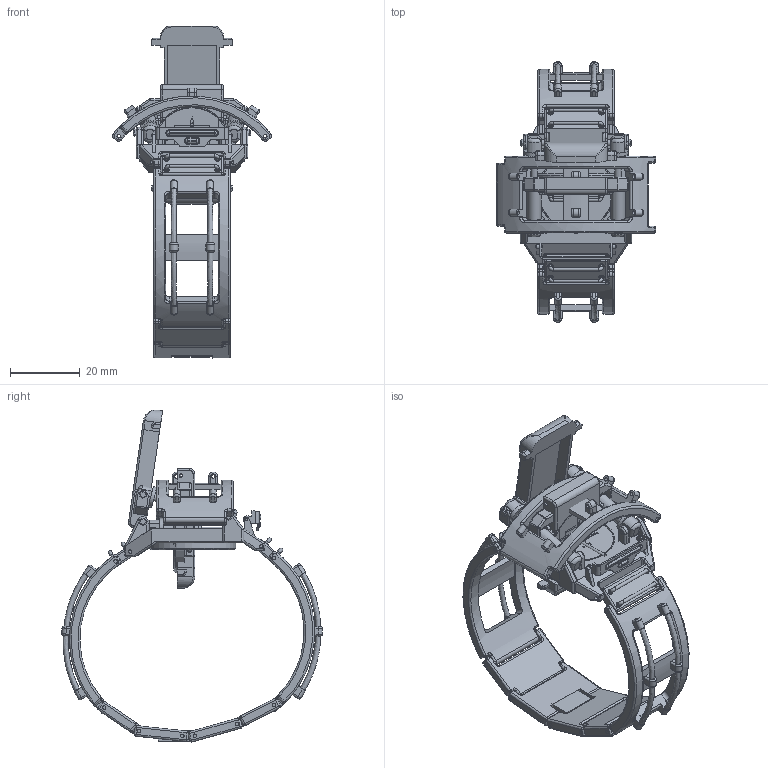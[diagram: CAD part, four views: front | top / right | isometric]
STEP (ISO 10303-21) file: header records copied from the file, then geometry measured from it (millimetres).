
FILE_DESCRIPTION( ( 'Original Design' ), '1' );
FILE_NAME( 'time machine.stp', '7/29/2012', ( 'Dan Vinson' ), ( 'bellemachina' ), 'PSStep 13.0', 'Solid Edge', ' ' );
FILE_SCHEMA( ( 'AUTOMOTIVE_DESIGN { 1 0 10303 214 1 1 1 1 }' ) );
Length unit declared in the file: millimetre
Products named in the file (23): Assem1; Wire 7-oa3; Wire 8-oa2; Wire 6-oa1; Wire 5-oa0; Band 1; clasp A; clasp B; clock mechanism1; hour hand1; Lid 1; Link 1; Link 2; Link 3; minute hand1; pin 1; pin 2; Pin 3; Ram Cylinder; Ram piston; Watch body; katch 1
Bounding box: 45.57 x 74.6 x 94.98 mm (x, y, z)
Volume: 26278.2 mm3; surface area: 33055.1 mm2
Topology: 63 solids, 63 shells, 2225 faces, 5247 edges, 3077 vertices
Faces by surface type: cylinder 944, plane 809, torus 226, sphere 164, bspline 80, cone 2
Full cylindrical faces by diameter (mm): 0.467 x2, 0.473 x4, 0.5 x10, 0.613 x4, 1 x131, 1.5 x12, 1.75 x4, 1.9 x3, 2 x3, 4 x3, 6 x6, 21.25 x2, 21.5 x2, 22 x4, 25 x2, 25.5 x2
Entity records: 33878 total; most frequent: CARTESIAN_POINT 6559, DIRECTION 4500, ORIENTED_EDGE 3830, EDGE_CURVE 1915, AXIS2_PLACEMENT_3D 1760, VERTEX_POINT 1191, EDGE_LOOP 1076, LINE 980
